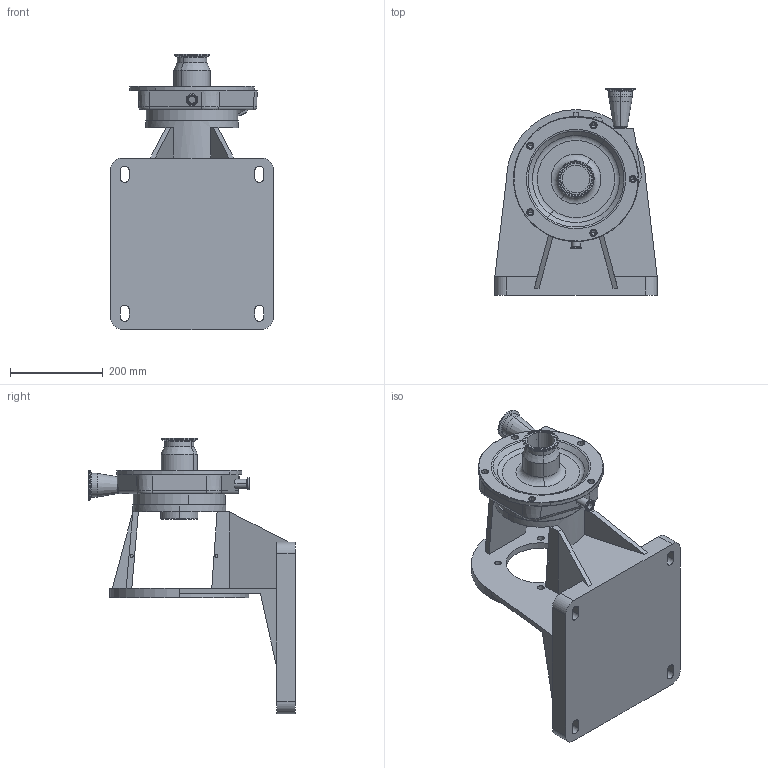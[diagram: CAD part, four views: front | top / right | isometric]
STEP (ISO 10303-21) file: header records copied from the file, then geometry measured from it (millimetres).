
FILE_DESCRIPTION (( 'STEP AP214' ), '1' );
FILE_NAME ('FP 742 250TC VERT 3-4 IN STR DRAIN.STEP', '2023-01-18T17:58:35', ( '' ), ( '' ), 'SwSTEP 2.0', 'SolidWorks 2021', '' );
FILE_SCHEMA (( 'AUTOMOTIVE_DESIGN' ));
Length unit declared in the file: millimetre
Products named in the file (1): FP 742 250TC VERT 3-4 IN STR DRAIN
Bounding box: 350 x 445 x 593.5 mm (x, y, z)
Volume: 12126974 mm3; surface area: 1018205.3 mm2
Topology: 1 solids, 9 shells, 398 faces, 871 edges, 520 vertices
Faces by surface type: cylinder 133, plane 116, cone 78, torus 66, sphere 4, bspline 1
Entity records: 11073 total; most frequent: DIRECTION 2129, CARTESIAN_POINT 1986, ORIENTED_EDGE 1718, AXIS2_PLACEMENT_3D 891, EDGE_CURVE 859, VERTEX_POINT 519, CIRCLE 493, EDGE_LOOP 460
